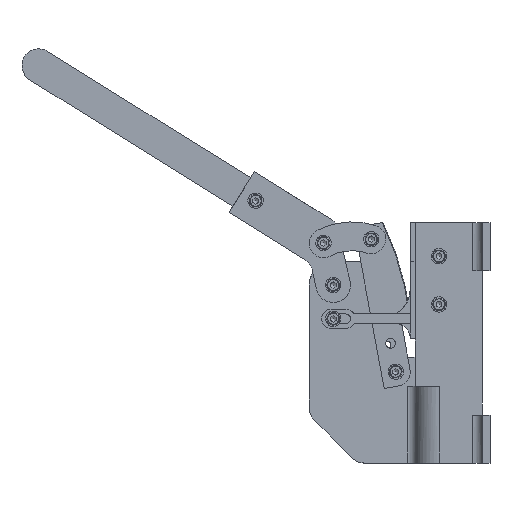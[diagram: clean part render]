
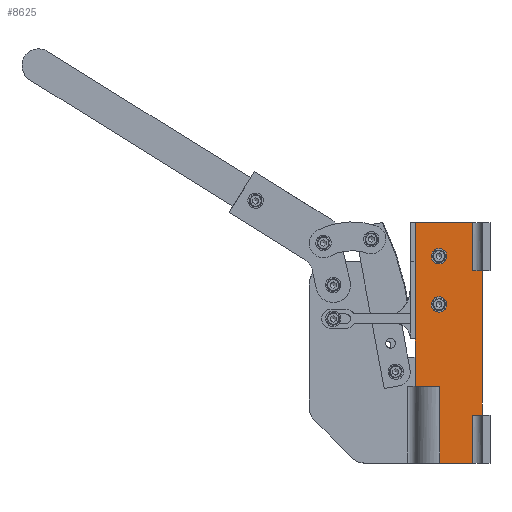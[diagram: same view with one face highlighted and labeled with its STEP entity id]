
A CAD part, left-side view. The second image highlights one B-rep face of the part: STEP entity #8625.
In plain terms, the highlighted free-form (B-spline) face has degree [1, 1] with [2, 2] control points.
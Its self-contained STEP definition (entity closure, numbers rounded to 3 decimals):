
#8070 = VERTEX_POINT('',#8071);
#8071 = CARTESIAN_POINT('',(-8.445,51.005,
    95.758));
#8089 = EDGE_CURVE('',#8070,#8070,#8090,.T.);
#8090 = ( BOUNDED_CURVE() B_SPLINE_CURVE(2,(#8091,#8092,#8093,#8094,
#8095,#8096,#8097),.UNSPECIFIED.,.T.,.F.) B_SPLINE_CURVE_WITH_KNOTS((3,2
    ,2,3),(3.142,5.236,7.33,9.425),
.PIECEWISE_BEZIER_KNOTS.) CURVE() GEOMETRIC_REPRESENTATION_ITEM() 
RATIONAL_B_SPLINE_CURVE((1.,0.5,1.,0.5,1.,0.5,1.)) REPRESENTATION_ITEM(
  '') );
#8091 = CARTESIAN_POINT('',(-8.445,51.005,
    95.758));
#8092 = CARTESIAN_POINT('',(-8.445,51.005,
    86.544));
#8093 = CARTESIAN_POINT('',(-8.445,58.984,
    91.151));
#8094 = CARTESIAN_POINT('',(-8.445,66.964,
    95.758));
#8095 = CARTESIAN_POINT('',(-8.445,58.984,
    100.366));
#8096 = CARTESIAN_POINT('',(-8.445,51.005,
    104.973));
#8097 = CARTESIAN_POINT('',(-8.445,51.005,
    95.758));
#8122 = VERTEX_POINT('',#8123);
#8123 = CARTESIAN_POINT('',(-8.445,51.005,
    42.559));
#8141 = EDGE_CURVE('',#8122,#8122,#8142,.T.);
#8142 = ( BOUNDED_CURVE() B_SPLINE_CURVE(2,(#8143,#8144,#8145,#8146,
#8147,#8148,#8149),.UNSPECIFIED.,.T.,.F.) B_SPLINE_CURVE_WITH_KNOTS((3,2
    ,2,3),(3.142,5.236,7.33,9.425),
.PIECEWISE_BEZIER_KNOTS.) CURVE() GEOMETRIC_REPRESENTATION_ITEM() 
RATIONAL_B_SPLINE_CURVE((1.,0.5,1.,0.5,1.,0.5,1.)) REPRESENTATION_ITEM(
  '') );
#8143 = CARTESIAN_POINT('',(-8.445,51.005,
    42.559));
#8144 = CARTESIAN_POINT('',(-8.445,51.005,
    33.345));
#8145 = CARTESIAN_POINT('',(-8.445,58.984,
    37.952));
#8146 = CARTESIAN_POINT('',(-8.445,66.964,
    42.559));
#8147 = CARTESIAN_POINT('',(-8.445,58.984,
    47.166));
#8148 = CARTESIAN_POINT('',(-8.445,51.005,
    51.774));
#8149 = CARTESIAN_POINT('',(-8.445,51.005,
    42.559));
#8268 = VERTEX_POINT('',#8269);
#8269 = CARTESIAN_POINT('',(-8.445,82.924,
    132.998));
#8274 = EDGE_CURVE('',#8268,#8275,#8277,.T.);
#8275 = VERTEX_POINT('',#8276);
#8276 = CARTESIAN_POINT('',(-8.445,19.085,
    132.998));
#8277 = B_SPLINE_CURVE_WITH_KNOTS('',1,(#8278,#8279),.UNSPECIFIED.,.F.,
  .F.,(2,2),(-10.052,49.948),.PIECEWISE_BEZIER_KNOTS.);
#8278 = CARTESIAN_POINT('',(-8.445,82.924,
    132.998));
#8279 = CARTESIAN_POINT('',(-8.445,19.085,
    132.998));
#8376 = VERTEX_POINT('',#8377);
#8377 = CARTESIAN_POINT('',(-8.445,82.924,
    -47.879));
#8382 = EDGE_CURVE('',#8376,#8268,#8383,.T.);
#8383 = B_SPLINE_CURVE_WITH_KNOTS('',1,(#8384,#8385),.UNSPECIFIED.,.F.,
  .F.,(2,2),(0.,170.),.PIECEWISE_BEZIER_KNOTS.);
#8384 = CARTESIAN_POINT('',(-8.445,82.924,
    -47.879));
#8385 = CARTESIAN_POINT('',(-8.445,82.924,
    132.998));
#8576 = VERTEX_POINT('',#8577);
#8577 = CARTESIAN_POINT('',(-8.445,19.085,
    -132.998));
#8583 = EDGE_CURVE('',#8576,#8584,#8586,.T.);
#8584 = VERTEX_POINT('',#8585);
#8585 = CARTESIAN_POINT('',(-8.445,55.457,
    -132.998));
#8586 = B_SPLINE_CURVE_WITH_KNOTS('',1,(#8587,#8588),.UNSPECIFIED.,.F.,
  .F.,(2,2),(10.,44.184),.PIECEWISE_BEZIER_KNOTS.);
#8587 = CARTESIAN_POINT('',(-8.445,19.085,
    -132.998));
#8588 = CARTESIAN_POINT('',(-8.445,55.457,
    -132.998));
#8625 = ADVANCED_FACE('',(#8626,#8676,#8679),#8682,.T.);
#8626 = FACE_BOUND('',#8627,.T.);
#8627 = EDGE_LOOP('',(#8628,#8629,#8630,#8637,#8642,#8643,#8650,#8657,
    #8664,#8671));
#8628 = ORIENTED_EDGE('',*,*,#8274,.F.);
#8629 = ORIENTED_EDGE('',*,*,#8382,.F.);
#8630 = ORIENTED_EDGE('',*,*,#8631,.T.);
#8631 = EDGE_CURVE('',#8376,#8632,#8634,.T.);
#8632 = VERTEX_POINT('',#8633);
#8633 = CARTESIAN_POINT('',(-8.445,55.457,
    -47.879));
#8634 = B_SPLINE_CURVE_WITH_KNOTS('',1,(#8635,#8636),.UNSPECIFIED.,.F.,
  .F.,(2,2),(0.,25.816),.PIECEWISE_BEZIER_KNOTS.);
#8635 = CARTESIAN_POINT('',(-8.445,82.924,
    -47.879));
#8636 = CARTESIAN_POINT('',(-8.445,55.457,
    -47.879));
#8637 = ORIENTED_EDGE('',*,*,#8638,.F.);
#8638 = EDGE_CURVE('',#8584,#8632,#8639,.T.);
#8639 = B_SPLINE_CURVE_WITH_KNOTS('',1,(#8640,#8641),.UNSPECIFIED.,.F.,
  .F.,(2,2),(-250.,-170.),.PIECEWISE_BEZIER_KNOTS.);
#8640 = CARTESIAN_POINT('',(-8.445,55.457,
    -132.998));
#8641 = CARTESIAN_POINT('',(-8.445,55.457,
    -47.879));
#8642 = ORIENTED_EDGE('',*,*,#8583,.F.);
#8643 = ORIENTED_EDGE('',*,*,#8644,.F.);
#8644 = EDGE_CURVE('',#8645,#8576,#8647,.T.);
#8645 = VERTEX_POINT('',#8646);
#8646 = CARTESIAN_POINT('',(-8.445,19.085,
    -79.799));
#8647 = B_SPLINE_CURVE_WITH_KNOTS('',1,(#8648,#8649),.UNSPECIFIED.,.F.,
  .F.,(2,2),(75.,125.),.PIECEWISE_BEZIER_KNOTS.);
#8648 = CARTESIAN_POINT('',(-8.445,19.085,
    -79.799));
#8649 = CARTESIAN_POINT('',(-8.445,19.085,
    -132.998));
#8650 = ORIENTED_EDGE('',*,*,#8651,.T.);
#8651 = EDGE_CURVE('',#8645,#8652,#8654,.T.);
#8652 = VERTEX_POINT('',#8653);
#8653 = CARTESIAN_POINT('',(-8.445,8.445,-79.799
    ));
#8654 = B_SPLINE_CURVE_WITH_KNOTS('',1,(#8655,#8656),.UNSPECIFIED.,.F.,
  .F.,(2,2),(-11.984,-1.984),.PIECEWISE_BEZIER_KNOTS.);
#8655 = CARTESIAN_POINT('',(-8.445,19.085,
    -79.799));
#8656 = CARTESIAN_POINT('',(-8.445,8.445,-79.799
    ));
#8657 = ORIENTED_EDGE('',*,*,#8658,.F.);
#8658 = EDGE_CURVE('',#8659,#8652,#8661,.T.);
#8659 = VERTEX_POINT('',#8660);
#8660 = CARTESIAN_POINT('',(-8.445,8.445,79.799
    ));
#8661 = B_SPLINE_CURVE_WITH_KNOTS('',1,(#8662,#8663),.UNSPECIFIED.,.F.,
  .F.,(2,2),(50.,200.),.PIECEWISE_BEZIER_KNOTS.);
#8662 = CARTESIAN_POINT('',(-8.445,8.445,79.799
    ));
#8663 = CARTESIAN_POINT('',(-8.445,8.445,-79.799
    ));
#8664 = ORIENTED_EDGE('',*,*,#8665,.T.);
#8665 = EDGE_CURVE('',#8659,#8666,#8668,.T.);
#8666 = VERTEX_POINT('',#8667);
#8667 = CARTESIAN_POINT('',(-8.445,19.085,
    79.799));
#8668 = B_SPLINE_CURVE_WITH_KNOTS('',1,(#8669,#8670),.UNSPECIFIED.,.F.,
  .F.,(2,2),(1.984,11.984),.PIECEWISE_BEZIER_KNOTS.);
#8669 = CARTESIAN_POINT('',(-8.445,8.445,79.799
    ));
#8670 = CARTESIAN_POINT('',(-8.445,19.085,
    79.799));
#8671 = ORIENTED_EDGE('',*,*,#8672,.F.);
#8672 = EDGE_CURVE('',#8275,#8666,#8673,.T.);
#8673 = B_SPLINE_CURVE_WITH_KNOTS('',1,(#8674,#8675),.UNSPECIFIED.,.F.,
  .F.,(2,2),(0.,50.),.PIECEWISE_BEZIER_KNOTS.);
#8674 = CARTESIAN_POINT('',(-8.445,19.085,
    132.998));
#8675 = CARTESIAN_POINT('',(-8.445,19.085,
    79.799));
#8676 = FACE_BOUND('',#8677,.T.);
#8677 = EDGE_LOOP('',(#8678));
#8678 = ORIENTED_EDGE('',*,*,#8089,.T.);
#8679 = FACE_BOUND('',#8680,.T.);
#8680 = EDGE_LOOP('',(#8681));
#8681 = ORIENTED_EDGE('',*,*,#8141,.T.);
#8682 = B_SPLINE_SURFACE_WITH_KNOTS('',1,1,(
    (#8683,#8684)
    ,(#8685,#8686
    )),.UNSPECIFIED.,.F.,.F.,.F.,(2,2),(2,2),(0.,70.),(0.,250.),
  .PIECEWISE_BEZIER_KNOTS.);
#8683 = CARTESIAN_POINT('',(-8.445,8.445,132.998
    ));
#8684 = CARTESIAN_POINT('',(-8.445,8.445,-132.998
    ));
#8685 = CARTESIAN_POINT('',(-8.445,82.924,
    132.998));
#8686 = CARTESIAN_POINT('',(-8.445,82.924,
    -132.998));
